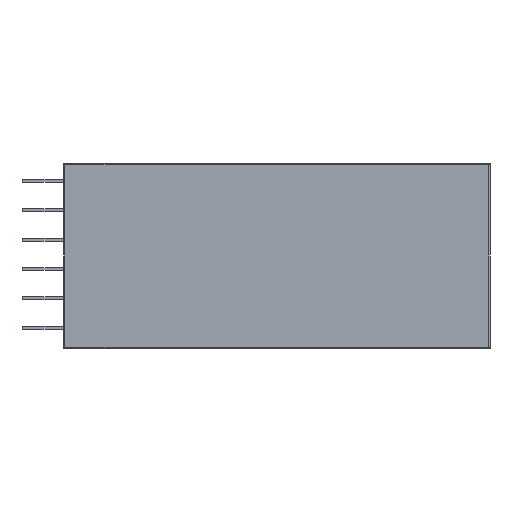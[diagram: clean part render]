
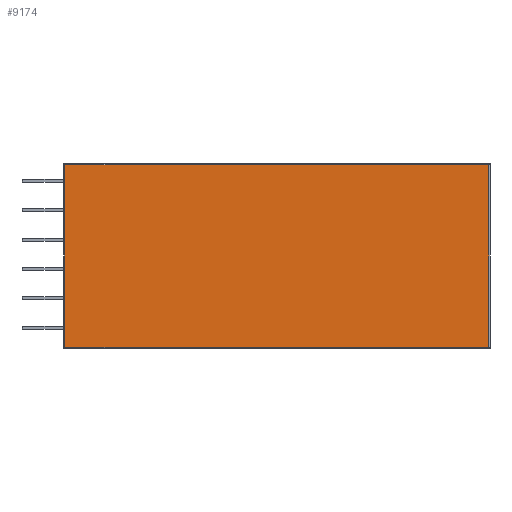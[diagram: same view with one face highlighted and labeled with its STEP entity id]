
A CAD part, front view. The second image highlights one B-rep face of the part: STEP entity #9174.
In plain terms, the highlighted planar face has unit normal (0, -1, 0).
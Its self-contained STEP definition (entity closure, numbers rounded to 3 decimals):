
#23 = DIRECTION ( 'NONE',  ( -1., 0., 0. ) ) ;
#122 = DIRECTION ( 'NONE',  ( 0., -1., 0. ) ) ;
#305 = CARTESIAN_POINT ( 'NONE',  ( 18.4, 0., 7.9 ) ) ;
#523 = VERTEX_POINT ( 'NONE', #305 ) ;
#745 = PLANE ( 'NONE',  #6093 ) ;
#1837 = VERTEX_POINT ( 'NONE', #5650 ) ;
#2073 = DIRECTION ( 'NONE',  ( 1., 0., 0. ) ) ;
#2724 = CARTESIAN_POINT ( 'NONE',  ( 0., 0., 0. ) ) ;
#2933 = VERTEX_POINT ( 'NONE', #8585 ) ;
#2948 = LINE ( 'NONE', #11522, #5411 ) ;
#2982 = VECTOR ( 'NONE', #2073, 1000. ) ;
#3306 = EDGE_CURVE ( 'NONE', #523, #4845, #5925, .T. ) ;
#3319 = VECTOR ( 'NONE', #23, 1000. ) ;
#3985 = CARTESIAN_POINT ( 'NONE',  ( -18.5, 0., 7.9 ) ) ;
#4845 = VERTEX_POINT ( 'NONE', #7987 ) ;
#5196 = ORIENTED_EDGE ( 'NONE', *, *, #5826, .T. ) ;
#5411 = VECTOR ( 'NONE', #7509, 1000. ) ;
#5650 = CARTESIAN_POINT ( 'NONE',  ( -18.4, 0., -7.9 ) ) ;
#5826 = EDGE_CURVE ( 'NONE', #4845, #1837, #2948, .T. ) ;
#5831 = ORIENTED_EDGE ( 'NONE', *, *, #3306, .T. ) ;
#5925 = LINE ( 'NONE', #3985, #3319 ) ;
#6093 = AXIS2_PLACEMENT_3D ( 'NONE', #2724, #122, #8820 ) ;
#6173 = VECTOR ( 'NONE', #12550, 1000. ) ;
#6558 = CARTESIAN_POINT ( 'NONE',  ( 18.4, 0., 8. ) ) ;
#7509 = DIRECTION ( 'NONE',  ( 0., 0., -1. ) ) ;
#7987 = CARTESIAN_POINT ( 'NONE',  ( -18.4, 0., 7.9 ) ) ;
#8114 = CARTESIAN_POINT ( 'NONE',  ( 18.5, 0., -7.9 ) ) ;
#8585 = CARTESIAN_POINT ( 'NONE',  ( 18.4, 0., -7.9 ) ) ;
#8698 = EDGE_CURVE ( 'NONE', #1837, #2933, #8825, .T. ) ;
#8820 = DIRECTION ( 'NONE',  ( 0., 0., -1. ) ) ;
#8825 = LINE ( 'NONE', #8114, #2982 ) ;
#9174 = ADVANCED_FACE ( 'NONE', ( #10525 ), #745, .T. ) ;
#9435 = LINE ( 'NONE', #6558, #6173 ) ;
#9655 = EDGE_CURVE ( 'NONE', #2933, #523, #9435, .T. ) ;
#9837 = ORIENTED_EDGE ( 'NONE', *, *, #9655, .T. ) ;
#10525 = FACE_OUTER_BOUND ( 'NONE', #12225, .T. ) ;
#11522 = CARTESIAN_POINT ( 'NONE',  ( -18.4, 0., -8. ) ) ;
#12163 = ORIENTED_EDGE ( 'NONE', *, *, #8698, .T. ) ;
#12225 = EDGE_LOOP ( 'NONE', ( #5196, #12163, #9837, #5831 ) ) ;
#12550 = DIRECTION ( 'NONE',  ( 0., 0., 1. ) ) ;
